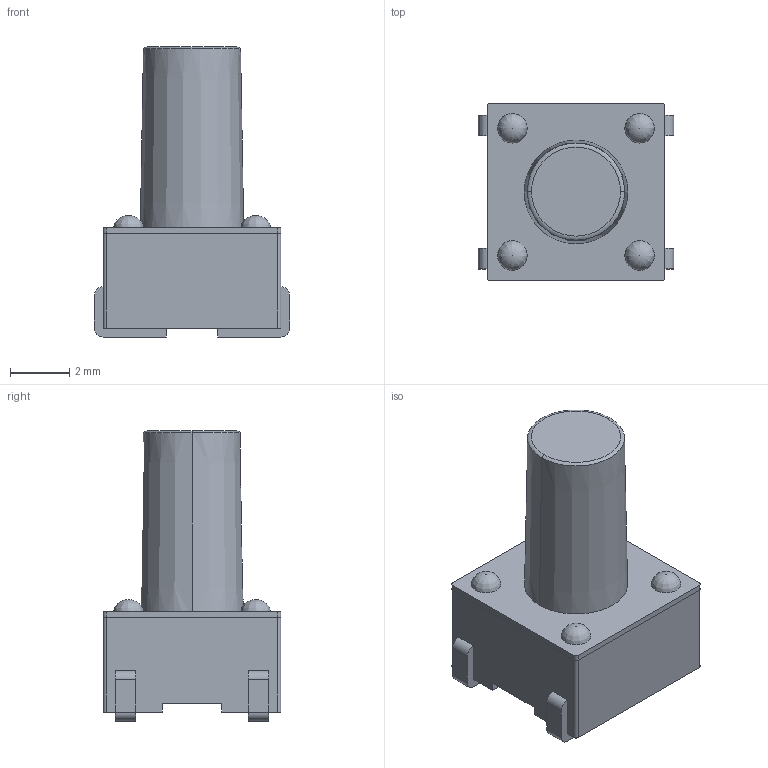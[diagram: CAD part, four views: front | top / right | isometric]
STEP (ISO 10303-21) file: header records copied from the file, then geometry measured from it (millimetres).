
FILE_DESCRIPTION(('STEP AP214'),'1');
FILE_NAME('LL3301BF065QJ.stp','2023-01-17T13:28:37',(' '),(' '),'Spatial InterOp 3D',' ',' ');
FILE_SCHEMA(('AUTOMOTIVE_DESIGN { 1 0 10303 214 1 1 1 1 }'));
Length unit declared in the file: metre
Products named in the file (7): LL3301BF065QJ; Component1; Component2; Component3; Component6; Component7
Assembly tree (8 placements, depth 3):
  LL3301BF065QJ
    LL3301BF065QJ
      Component1
      Component2
      Component3
      Component6  x2
      Component7  x2
Bounding box: 6.6 x 6 x 9.8 mm (x, y, z)
Volume: 174.3 mm3; surface area: 339 mm2
Topology: 7 solids, 7 shells, 117 faces, 296 edges, 202 vertices
Faces by surface type: plane 71, cylinder 38, bspline 4, torus 2, cone 2
Full cylindrical faces by diameter (mm): 0.8 x4, 1 x4
Entity records: 3795 total; most frequent: CARTESIAN_POINT 989, DIRECTION 538, ORIENTED_EDGE 480, EDGE_CURVE 240, AXIS2_PLACEMENT_3D 199, VERTEX_POINT 170, LINE 140, VECTOR 140
